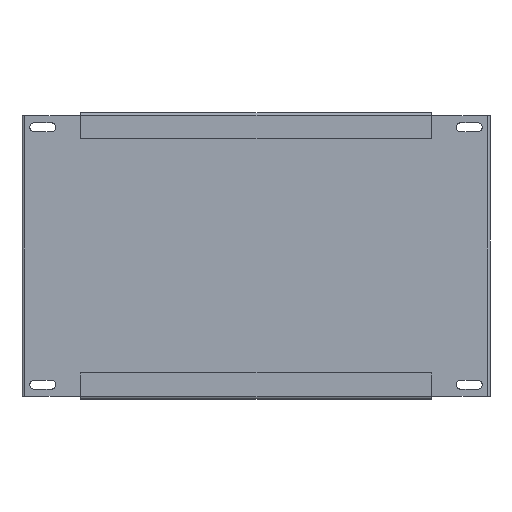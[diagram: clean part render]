
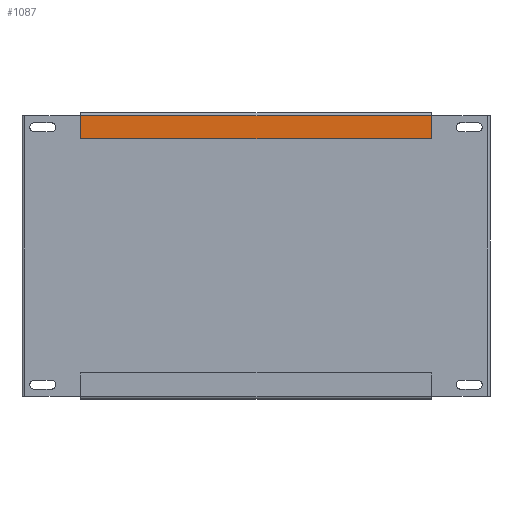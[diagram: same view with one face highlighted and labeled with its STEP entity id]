
A CAD part, top view. The second image highlights one B-rep face of the part: STEP entity #1087.
In plain terms, the highlighted planar face has unit normal (0, 0, 1).
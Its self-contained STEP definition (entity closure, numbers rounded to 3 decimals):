
#28 = LINE ( 'NONE', #897, #1261 ) ;
#52 = ORIENTED_EDGE ( 'NONE', *, *, #833, .F. ) ;
#88 = CARTESIAN_POINT ( 'NONE',  ( 45., 216., 19. ) ) ;
#136 = CARTESIAN_POINT ( 'NONE',  ( 45., 198., 19. ) ) ;
#166 = EDGE_LOOP ( 'NONE', ( #52, #402, #1179, #476 ) ) ;
#170 = DIRECTION ( 'NONE',  ( 0., 0., 1. ) ) ;
#263 = EDGE_CURVE ( 'NONE', #2122, #808, #985, .T. ) ;
#378 = CARTESIAN_POINT ( 'NONE',  ( 315., 198., 19. ) ) ;
#402 = ORIENTED_EDGE ( 'NONE', *, *, #405, .T. ) ;
#405 = EDGE_CURVE ( 'NONE', #1625, #1531, #2204, .T. ) ;
#476 = ORIENTED_EDGE ( 'NONE', *, *, #263, .F. ) ;
#485 = AXIS2_PLACEMENT_3D ( 'NONE', #1044, #170, #1032 ) ;
#520 = CARTESIAN_POINT ( 'NONE',  ( 45., 198., 19. ) ) ;
#808 = VERTEX_POINT ( 'NONE', #520 ) ;
#812 = CARTESIAN_POINT ( 'NONE',  ( 315., 216., 19. ) ) ;
#833 = EDGE_CURVE ( 'NONE', #1625, #2122, #1253, .T. ) ;
#897 = CARTESIAN_POINT ( 'NONE',  ( 45., 217., 19. ) ) ;
#985 = LINE ( 'NONE', #136, #1848 ) ;
#1032 = DIRECTION ( 'NONE',  ( 0., -1., 0. ) ) ;
#1040 = VECTOR ( 'NONE', #1183, 1000. ) ;
#1044 = CARTESIAN_POINT ( 'NONE',  ( 0., 0., 19. ) ) ;
#1087 = ADVANCED_FACE ( 'NONE', ( #2031 ), #1714, .T. ) ;
#1179 = ORIENTED_EDGE ( 'NONE', *, *, #2057, .F. ) ;
#1183 = DIRECTION ( 'NONE',  ( -1., 0., 0. ) ) ;
#1196 = CARTESIAN_POINT ( 'NONE',  ( 0., 216., 19. ) ) ;
#1253 = LINE ( 'NONE', #378, #1730 ) ;
#1261 = VECTOR ( 'NONE', #1770, 1000. ) ;
#1531 = VERTEX_POINT ( 'NONE', #88 ) ;
#1625 = VERTEX_POINT ( 'NONE', #812 ) ;
#1714 = PLANE ( 'NONE',  #485 ) ;
#1730 = VECTOR ( 'NONE', #2104, 1000. ) ;
#1770 = DIRECTION ( 'NONE',  ( 0., 1., 0. ) ) ;
#1848 = VECTOR ( 'NONE', #2194, 1000. ) ;
#2031 = FACE_OUTER_BOUND ( 'NONE', #166, .T. ) ;
#2057 = EDGE_CURVE ( 'NONE', #808, #1531, #28, .T. ) ;
#2104 = DIRECTION ( 'NONE',  ( 0., -1., 0. ) ) ;
#2122 = VERTEX_POINT ( 'NONE', #2166 ) ;
#2166 = CARTESIAN_POINT ( 'NONE',  ( 315., 198., 19. ) ) ;
#2194 = DIRECTION ( 'NONE',  ( -1., 0., 0. ) ) ;
#2204 = LINE ( 'NONE', #1196, #1040 ) ;
